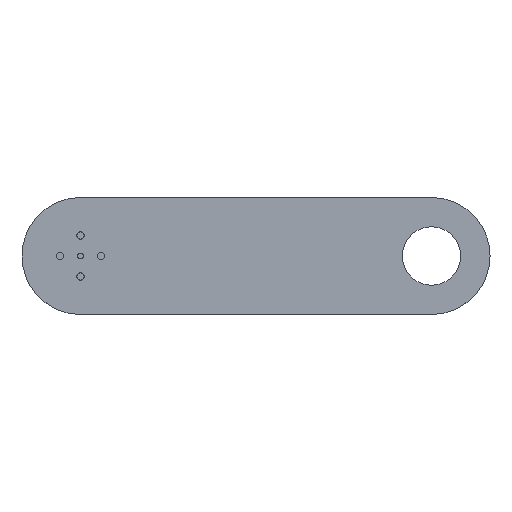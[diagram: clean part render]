
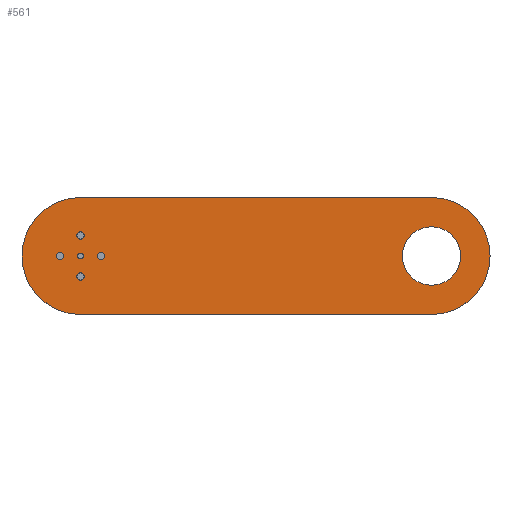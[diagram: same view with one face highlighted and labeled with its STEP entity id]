
A CAD part, top view. The second image highlights one B-rep face of the part: STEP entity #561.
In plain terms, the highlighted planar face has unit normal (0, 0, 1).
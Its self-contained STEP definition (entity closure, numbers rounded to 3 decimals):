
#7 = EDGE_CURVE ( 'NONE', #483, #79, #643, .T. ) ;
#8 = AXIS2_PLACEMENT_3D ( 'NONE', #668, #340, #241 ) ;
#11 = DIRECTION ( 'NONE',  ( 0., 0., 1. ) ) ;
#15 = ORIENTED_EDGE ( 'NONE', *, *, #432, .F. ) ;
#21 = EDGE_CURVE ( 'NONE', #124, #164, #317, .T. ) ;
#22 = VERTEX_POINT ( 'NONE', #30 ) ;
#27 = DIRECTION ( 'NONE',  ( 0., 0., 1. ) ) ;
#30 = CARTESIAN_POINT ( 'NONE',  ( 0., -1., 0. ) ) ;
#31 = CARTESIAN_POINT ( 'NONE',  ( 0.002, -5.75, 0. ) ) ;
#33 = EDGE_CURVE ( 'NONE', #588, #641, #393, .T. ) ;
#35 = DIRECTION ( 'NONE',  ( 0., -1., 0. ) ) ;
#37 = DIRECTION ( 'NONE',  ( 0., -1., 0. ) ) ;
#38 = CARTESIAN_POINT ( 'NONE',  ( 120., 20., 0. ) ) ;
#47 = CIRCLE ( 'NONE', #373, 10. ) ;
#50 = VERTEX_POINT ( 'NONE', #761 ) ;
#52 = DIRECTION ( 'NONE',  ( 0., 0., 1. ) ) ;
#57 = FACE_BOUND ( 'NONE', #217, .T. ) ;
#60 = CIRCLE ( 'NONE', #8, 1.25 ) ;
#67 = CARTESIAN_POINT ( 'NONE',  ( 7.001, -1.249, 0. ) ) ;
#75 = CIRCLE ( 'NONE', #194, 1.25 ) ;
#79 = VERTEX_POINT ( 'NONE', #773 ) ;
#91 = DIRECTION ( 'NONE',  ( 0., 0., 1. ) ) ;
#98 = DIRECTION ( 'NONE',  ( 1., 0., 0. ) ) ;
#109 = AXIS2_PLACEMENT_3D ( 'NONE', #223, #459, #37 ) ;
#124 = VERTEX_POINT ( 'NONE', #469 ) ;
#140 = DIRECTION ( 'NONE',  ( 0., -1., 0. ) ) ;
#150 = DIRECTION ( 'NONE',  ( 0., 0., 1. ) ) ;
#158 = CARTESIAN_POINT ( 'NONE',  ( 120., 0., 0. ) ) ;
#159 = VERTEX_POINT ( 'NONE', #721 ) ;
#164 = VERTEX_POINT ( 'NONE', #284 ) ;
#172 = ORIENTED_EDGE ( 'NONE', *, *, #408, .F. ) ;
#174 = AXIS2_PLACEMENT_3D ( 'NONE', #519, #657, #452 ) ;
#180 = CIRCLE ( 'NONE', #618, 1.25 ) ;
#183 = AXIS2_PLACEMENT_3D ( 'NONE', #645, #515, #467 ) ;
#188 = FACE_BOUND ( 'NONE', #332, .T. ) ;
#190 = AXIS2_PLACEMENT_3D ( 'NONE', #620, #495, #205 ) ;
#192 = ORIENTED_EDGE ( 'NONE', *, *, #206, .F. ) ;
#194 = AXIS2_PLACEMENT_3D ( 'NONE', #460, #91, #318 ) ;
#199 = ORIENTED_EDGE ( 'NONE', *, *, #790, .F. ) ;
#204 = ORIENTED_EDGE ( 'NONE', *, *, #508, .F. ) ;
#205 = DIRECTION ( 'NONE',  ( 0., -1., 0. ) ) ;
#206 = EDGE_CURVE ( 'NONE', #268, #287, #259, .T. ) ;
#215 = CARTESIAN_POINT ( 'NONE',  ( 120., -20., 0. ) ) ;
#217 = EDGE_LOOP ( 'NONE', ( #244, #204 ) ) ;
#223 = CARTESIAN_POINT ( 'NONE',  ( 0.002, -7., 0. ) ) ;
#229 = EDGE_CURVE ( 'NONE', #287, #268, #180, .T. ) ;
#239 = EDGE_CURVE ( 'NONE', #641, #588, #366, .T. ) ;
#241 = DIRECTION ( 'NONE',  ( 0., -1., 0. ) ) ;
#243 = DIRECTION ( 'NONE',  ( 0., 0., 1. ) ) ;
#244 = ORIENTED_EDGE ( 'NONE', *, *, #421, .F. ) ;
#249 = ORIENTED_EDGE ( 'NONE', *, *, #21, .F. ) ;
#253 = CARTESIAN_POINT ( 'NONE',  ( 120., -10., 0. ) ) ;
#257 = VERTEX_POINT ( 'NONE', #253 ) ;
#259 = CIRCLE ( 'NONE', #593, 1.25 ) ;
#263 = DIRECTION ( 'NONE',  ( 0., -1., 0. ) ) ;
#264 = DIRECTION ( 'NONE',  ( 0., 0., 1. ) ) ;
#268 = VERTEX_POINT ( 'NONE', #67 ) ;
#272 = DIRECTION ( 'NONE',  ( 0., -1., 0. ) ) ;
#276 = DIRECTION ( 'NONE',  ( 0., -1., 0. ) ) ;
#284 = CARTESIAN_POINT ( 'NONE',  ( 0., -20., 0. ) ) ;
#287 = VERTEX_POINT ( 'NONE', #499 ) ;
#288 = CIRCLE ( 'NONE', #594, 20. ) ;
#305 = CIRCLE ( 'NONE', #472, 20. ) ;
#314 = ORIENTED_EDGE ( 'NONE', *, *, #401, .F. ) ;
#317 = LINE ( 'NONE', #215, #712 ) ;
#318 = DIRECTION ( 'NONE',  ( 0., -1., 0. ) ) ;
#332 = EDGE_LOOP ( 'NONE', ( #192, #412 ) ) ;
#336 = CARTESIAN_POINT ( 'NONE',  ( -6.999, 1.249, 0. ) ) ;
#338 = CIRCLE ( 'NONE', #174, 1.25 ) ;
#340 = DIRECTION ( 'NONE',  ( 0., 0., 1. ) ) ;
#341 = EDGE_LOOP ( 'NONE', ( #662, #249, #597, #199 ) ) ;
#343 = PLANE ( 'NONE',  #427 ) ;
#352 = CARTESIAN_POINT ( 'NONE',  ( 0., 5.75, 0. ) ) ;
#353 = EDGE_LOOP ( 'NONE', ( #314, #379 ) ) ;
#359 = CIRCLE ( 'NONE', #758, 1. ) ;
#366 = CIRCLE ( 'NONE', #190, 1.25 ) ;
#367 = DIRECTION ( 'NONE',  ( 0., -1., 0. ) ) ;
#373 = AXIS2_PLACEMENT_3D ( 'NONE', #769, #583, #276 ) ;
#379 = ORIENTED_EDGE ( 'NONE', *, *, #7, .F. ) ;
#393 = CIRCLE ( 'NONE', #475, 1.25 ) ;
#401 = EDGE_CURVE ( 'NONE', #79, #483, #338, .T. ) ;
#408 = EDGE_CURVE ( 'NONE', #50, #257, #47, .T. ) ;
#411 = CARTESIAN_POINT ( 'NONE',  ( 0., 0., 0. ) ) ;
#412 = ORIENTED_EDGE ( 'NONE', *, *, #229, .F. ) ;
#420 = VERTEX_POINT ( 'NONE', #38 ) ;
#421 = EDGE_CURVE ( 'NONE', #501, #423, #75, .T. ) ;
#423 = VERTEX_POINT ( 'NONE', #336 ) ;
#427 = AXIS2_PLACEMENT_3D ( 'NONE', #411, #243, #482 ) ;
#429 = EDGE_CURVE ( 'NONE', #124, #420, #288, .T. ) ;
#432 = EDGE_CURVE ( 'NONE', #22, #159, #445, .T. ) ;
#436 = CARTESIAN_POINT ( 'NONE',  ( 120., 0., 0. ) ) ;
#445 = CIRCLE ( 'NONE', #183, 1. ) ;
#452 = DIRECTION ( 'NONE',  ( 0., -1., 0. ) ) ;
#459 = DIRECTION ( 'NONE',  ( 0., 0., 1. ) ) ;
#460 = CARTESIAN_POINT ( 'NONE',  ( -6.999, -0.001, 0. ) ) ;
#463 = EDGE_CURVE ( 'NONE', #563, #164, #305, .T. ) ;
#467 = DIRECTION ( 'NONE',  ( 0., -1., 0. ) ) ;
#469 = CARTESIAN_POINT ( 'NONE',  ( 120., -20., 0. ) ) ;
#472 = AXIS2_PLACEMENT_3D ( 'NONE', #714, #762, #35 ) ;
#475 = AXIS2_PLACEMENT_3D ( 'NONE', #577, #150, #566 ) ;
#482 = DIRECTION ( 'NONE',  ( 0., -1., 0. ) ) ;
#483 = VERTEX_POINT ( 'NONE', #31 ) ;
#495 = DIRECTION ( 'NONE',  ( 0., 0., 1. ) ) ;
#497 = LINE ( 'NONE', #637, #653 ) ;
#499 = CARTESIAN_POINT ( 'NONE',  ( 7.001, 1.251, 0. ) ) ;
#501 = VERTEX_POINT ( 'NONE', #794 ) ;
#508 = EDGE_CURVE ( 'NONE', #423, #501, #60, .T. ) ;
#515 = DIRECTION ( 'NONE',  ( 0., 0., 1. ) ) ;
#519 = CARTESIAN_POINT ( 'NONE',  ( 0.002, -7., 0. ) ) ;
#530 = CARTESIAN_POINT ( 'NONE',  ( 7.001, 0.001, 0. ) ) ;
#531 = FACE_BOUND ( 'NONE', #547, .T. ) ;
#532 = EDGE_CURVE ( 'NONE', #159, #22, #359, .T. ) ;
#533 = CARTESIAN_POINT ( 'NONE',  ( 0., 0., 0. ) ) ;
#535 = DIRECTION ( 'NONE',  ( 0., -1., 0. ) ) ;
#540 = FACE_BOUND ( 'NONE', #708, .T. ) ;
#542 = CIRCLE ( 'NONE', #667, 10. ) ;
#547 = EDGE_LOOP ( 'NONE', ( #15, #752 ) ) ;
#553 = ORIENTED_EDGE ( 'NONE', *, *, #239, .F. ) ;
#559 = CARTESIAN_POINT ( 'NONE',  ( 0., 8.25, 0. ) ) ;
#561 = ADVANCED_FACE ( 'NONE', ( #676, #540, #57, #661, #188, #531, #604 ), #343, .T. ) ;
#563 = VERTEX_POINT ( 'NONE', #678 ) ;
#566 = DIRECTION ( 'NONE',  ( 0., -1., 0. ) ) ;
#577 = CARTESIAN_POINT ( 'NONE',  ( 0., 7., 0. ) ) ;
#583 = DIRECTION ( 'NONE',  ( 0., 0., 1. ) ) ;
#588 = VERTEX_POINT ( 'NONE', #352 ) ;
#593 = AXIS2_PLACEMENT_3D ( 'NONE', #530, #782, #367 ) ;
#594 = AXIS2_PLACEMENT_3D ( 'NONE', #158, #27, #272 ) ;
#597 = ORIENTED_EDGE ( 'NONE', *, *, #429, .T. ) ;
#604 = FACE_OUTER_BOUND ( 'NONE', #341, .T. ) ;
#618 = AXIS2_PLACEMENT_3D ( 'NONE', #753, #11, #263 ) ;
#620 = CARTESIAN_POINT ( 'NONE',  ( 0., 7., 0. ) ) ;
#637 = CARTESIAN_POINT ( 'NONE',  ( 0., 20., 0. ) ) ;
#641 = VERTEX_POINT ( 'NONE', #559 ) ;
#643 = CIRCLE ( 'NONE', #109, 1.25 ) ;
#645 = CARTESIAN_POINT ( 'NONE',  ( 0., 0., 0. ) ) ;
#653 = VECTOR ( 'NONE', #98, 1000. ) ;
#656 = DIRECTION ( 'NONE',  ( -1., 0., 0. ) ) ;
#657 = DIRECTION ( 'NONE',  ( 0., 0., 1. ) ) ;
#661 = FACE_BOUND ( 'NONE', #353, .T. ) ;
#662 = ORIENTED_EDGE ( 'NONE', *, *, #463, .T. ) ;
#667 = AXIS2_PLACEMENT_3D ( 'NONE', #436, #264, #140 ) ;
#668 = CARTESIAN_POINT ( 'NONE',  ( -6.999, -0.001, 0. ) ) ;
#676 = FACE_BOUND ( 'NONE', #745, .T. ) ;
#678 = CARTESIAN_POINT ( 'NONE',  ( 0., 20., 0. ) ) ;
#691 = EDGE_CURVE ( 'NONE', #257, #50, #542, .T. ) ;
#708 = EDGE_LOOP ( 'NONE', ( #730, #553 ) ) ;
#712 = VECTOR ( 'NONE', #656, 1000. ) ;
#714 = CARTESIAN_POINT ( 'NONE',  ( 0., 0., 0. ) ) ;
#719 = ORIENTED_EDGE ( 'NONE', *, *, #691, .F. ) ;
#721 = CARTESIAN_POINT ( 'NONE',  ( 0., 1., 0. ) ) ;
#730 = ORIENTED_EDGE ( 'NONE', *, *, #33, .F. ) ;
#745 = EDGE_LOOP ( 'NONE', ( #719, #172 ) ) ;
#752 = ORIENTED_EDGE ( 'NONE', *, *, #532, .F. ) ;
#753 = CARTESIAN_POINT ( 'NONE',  ( 7.001, 0.001, 0. ) ) ;
#758 = AXIS2_PLACEMENT_3D ( 'NONE', #533, #52, #535 ) ;
#761 = CARTESIAN_POINT ( 'NONE',  ( 120., 10., 0. ) ) ;
#762 = DIRECTION ( 'NONE',  ( 0., 0., 1. ) ) ;
#769 = CARTESIAN_POINT ( 'NONE',  ( 120., 0., 0. ) ) ;
#773 = CARTESIAN_POINT ( 'NONE',  ( 0.002, -8.25, 0. ) ) ;
#782 = DIRECTION ( 'NONE',  ( 0., 0., 1. ) ) ;
#790 = EDGE_CURVE ( 'NONE', #563, #420, #497, .T. ) ;
#794 = CARTESIAN_POINT ( 'NONE',  ( -6.999, -1.251, 0. ) ) ;
